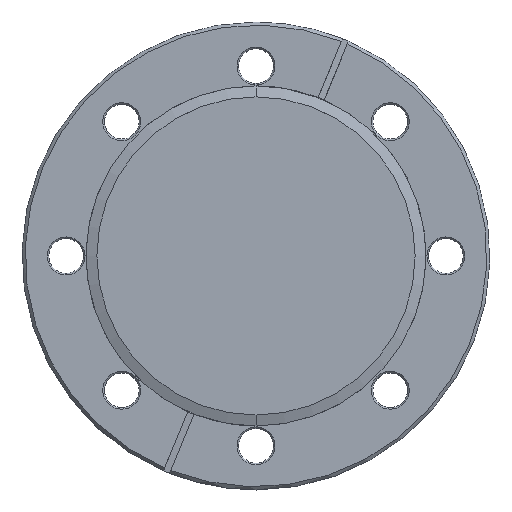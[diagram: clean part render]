
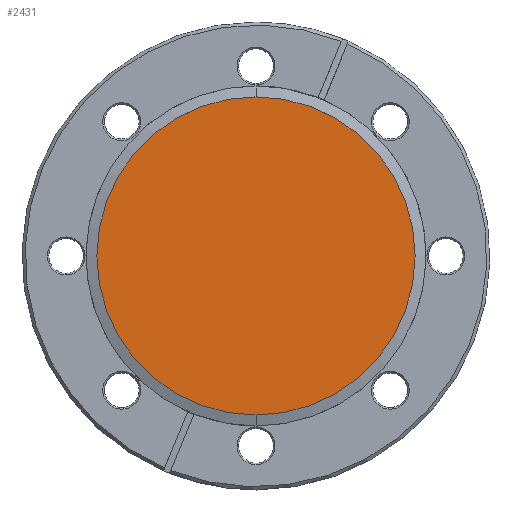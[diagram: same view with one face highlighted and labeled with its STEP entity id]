
A CAD part, top view. The second image highlights one B-rep face of the part: STEP entity #2431.
In plain terms, the highlighted planar face has unit normal (0, 0, 1).
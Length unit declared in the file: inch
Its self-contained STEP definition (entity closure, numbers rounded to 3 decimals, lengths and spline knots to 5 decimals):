
#871=CARTESIAN_POINT('',(0.,0.,-0.05));
#872=DIRECTION('',(0.,0.,1.));
#873=DIRECTION('',(0.,1.,0.));
#874=AXIS2_PLACEMENT_3D('',#871,#872,#873);
#884=CARTESIAN_POINT('',(0.,0.,-0.05));
#885=DIRECTION('',(0.,0.,-1.));
#886=DIRECTION('',(0.,1.,0.));
#887=AXIS2_PLACEMENT_3D('',#884,#885,#886);
#954=CARTESIAN_POINT('',(0.,1.52,-0.05));
#956=VERTEX_POINT('',#954);
#960=CARTESIAN_POINT('',(0.,-1.52,-0.05));
#962=VERTEX_POINT('',#960);
#2422=CARTESIAN_POINT('',(0.,0.,-0.05));
#2423=DIRECTION('',(0.,0.,1.));
#2424=DIRECTION('',(0.,1.,0.));
#2425=AXIS2_PLACEMENT_3D('',#2422,#2423,#2424);
#2426=PLANE('',#2425);
#2427=ORIENTED_EDGE('',*,*,#2417,.T.);
#2428=ORIENTED_EDGE('',*,*,#2401,.F.);
#2429=EDGE_LOOP('',(#2427,#2428));
#2430=FACE_OUTER_BOUND('',#2429,.F.);
#2431=ADVANCED_FACE('',(#2430),#2426,.T.);
#875=CIRCLE('',#874,1.52);
#888=CIRCLE('',#887,1.52);
#2401=EDGE_CURVE('',#956,#962,#875,.T.);
#2417=EDGE_CURVE('',#956,#962,#888,.T.);
